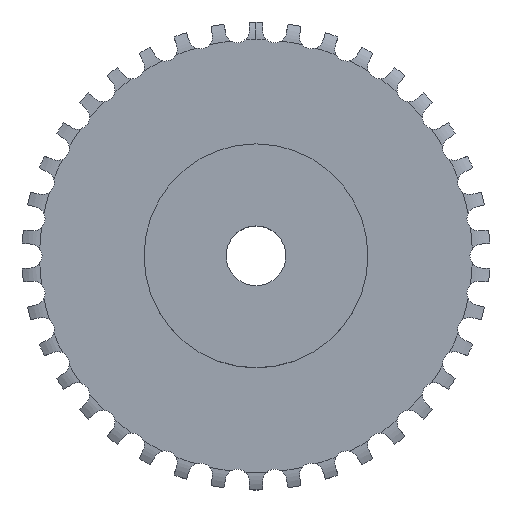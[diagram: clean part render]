
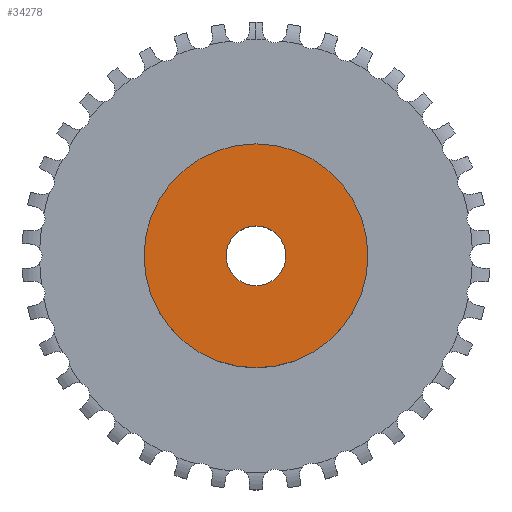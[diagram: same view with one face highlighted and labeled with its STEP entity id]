
A CAD part, top view. The second image highlights one B-rep face of the part: STEP entity #34278.
In plain terms, the highlighted planar face has unit normal (0, 0, 1).
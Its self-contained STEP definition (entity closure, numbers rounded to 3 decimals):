
#5650 = CYLINDRICAL_SURFACE('',#5651,4.);
#5651 = AXIS2_PLACEMENT_3D('',#5652,#5653,#5654);
#5652 = CARTESIAN_POINT('',(0.,0.,5000.));
#5653 = DIRECTION('',(0.,0.,1.));
#5654 = DIRECTION('',(1.,0.,-0.));
#9881 = CYLINDRICAL_SURFACE('',#9882,15.);
#9882 = AXIS2_PLACEMENT_3D('',#9883,#9884,#9885);
#9883 = CARTESIAN_POINT('',(0.,0.,0.));
#9884 = DIRECTION('',(-0.,-0.,-1.));
#9885 = DIRECTION('',(1.,0.,0.));
#27628 = EDGE_CURVE('',#27629,#27629,#27631,.T.);
#27629 = VERTEX_POINT('',#27630);
#27630 = CARTESIAN_POINT('',(4.,0.,13.85));
#27631 = SURFACE_CURVE('',#27632,(#27637,#27644),.PCURVE_S1.);
#27632 = CIRCLE('',#27633,4.);
#27633 = AXIS2_PLACEMENT_3D('',#27634,#27635,#27636);
#27634 = CARTESIAN_POINT('',(0.,0.,13.85));
#27635 = DIRECTION('',(0.,0.,1.));
#27636 = DIRECTION('',(1.,0.,-0.));
#27637 = PCURVE('',#5650,#27638);
#27638 = DEFINITIONAL_REPRESENTATION('',(#27639),#27643);
#27639 = LINE('',#27640,#27641);
#27640 = CARTESIAN_POINT('',(0.,-4986.15));
#27641 = VECTOR('',#27642,1.);
#27642 = DIRECTION('',(1.,0.));
#27643 = ( GEOMETRIC_REPRESENTATION_CONTEXT(2) 
PARAMETRIC_REPRESENTATION_CONTEXT() REPRESENTATION_CONTEXT('2D SPACE',''
  ) );
#27644 = PCURVE('',#27645,#27650);
#27645 = PLANE('',#27646);
#27646 = AXIS2_PLACEMENT_3D('',#27647,#27648,#27649);
#27647 = CARTESIAN_POINT('',(0.,0.,13.85));
#27648 = DIRECTION('',(-0.,0.,1.));
#27649 = DIRECTION('',(0.,-1.,0.));
#27650 = DEFINITIONAL_REPRESENTATION('',(#27651),#27655);
#27651 = CIRCLE('',#27652,4.);
#27652 = AXIS2_PLACEMENT_2D('',#27653,#27654);
#27653 = CARTESIAN_POINT('',(0.,0.));
#27654 = DIRECTION('',(0.,1.));
#27655 = ( GEOMETRIC_REPRESENTATION_CONTEXT(2) 
PARAMETRIC_REPRESENTATION_CONTEXT() REPRESENTATION_CONTEXT('2D SPACE',''
  ) );
#31977 = VERTEX_POINT('',#31978);
#31978 = CARTESIAN_POINT('',(15.,0.,13.85));
#31999 = EDGE_CURVE('',#31977,#31977,#32000,.T.);
#32000 = SURFACE_CURVE('',#32001,(#32006,#32013),.PCURVE_S1.);
#32001 = CIRCLE('',#32002,15.);
#32002 = AXIS2_PLACEMENT_3D('',#32003,#32004,#32005);
#32003 = CARTESIAN_POINT('',(0.,0.,13.85));
#32004 = DIRECTION('',(0.,0.,1.));
#32005 = DIRECTION('',(1.,0.,0.));
#32006 = PCURVE('',#9881,#32007);
#32007 = DEFINITIONAL_REPRESENTATION('',(#32008),#32012);
#32008 = LINE('',#32009,#32010);
#32009 = CARTESIAN_POINT('',(-0.,-13.85));
#32010 = VECTOR('',#32011,1.);
#32011 = DIRECTION('',(-1.,0.));
#32012 = ( GEOMETRIC_REPRESENTATION_CONTEXT(2) 
PARAMETRIC_REPRESENTATION_CONTEXT() REPRESENTATION_CONTEXT('2D SPACE',''
  ) );
#32013 = PCURVE('',#27645,#32014);
#32014 = DEFINITIONAL_REPRESENTATION('',(#32015),#32019);
#32015 = CIRCLE('',#32016,15.);
#32016 = AXIS2_PLACEMENT_2D('',#32017,#32018);
#32017 = CARTESIAN_POINT('',(0.,0.));
#32018 = DIRECTION('',(0.,1.));
#32019 = ( GEOMETRIC_REPRESENTATION_CONTEXT(2) 
PARAMETRIC_REPRESENTATION_CONTEXT() REPRESENTATION_CONTEXT('2D SPACE',''
  ) );
#34278 = ADVANCED_FACE('',(#34279,#34282),#27645,.T.);
#34279 = FACE_BOUND('',#34280,.T.);
#34280 = EDGE_LOOP('',(#34281));
#34281 = ORIENTED_EDGE('',*,*,#31999,.T.);
#34282 = FACE_BOUND('',#34283,.T.);
#34283 = EDGE_LOOP('',(#34284));
#34284 = ORIENTED_EDGE('',*,*,#27628,.F.);
